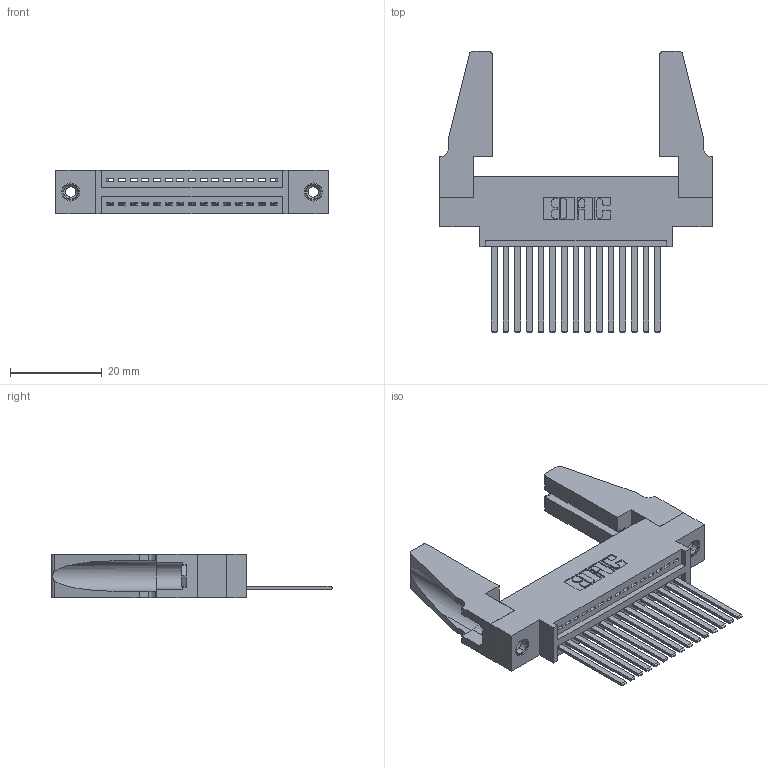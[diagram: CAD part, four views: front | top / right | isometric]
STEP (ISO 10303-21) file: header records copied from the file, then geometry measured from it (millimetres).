
FILE_DESCRIPTION (( 'STEP AP203' ), '1' );
FILE_NAME ('395-015-544-688.STEP', '2019-10-16T15:35:19', ( '' ), ( '' ), 'SwSTEP 2.0', 'SolidWorks 2016', '' );
FILE_SCHEMA (( 'CONFIG_CONTROL_DESIGN' ));
Length unit declared in the file: inch
Products named in the file (5): 345-220-078_345-220-088; 395-015-544-688; 345-250-001_345-250-001-102; 345 Part_0.170 Offset - 0.156 Dia-TH; 345-292-001_345-293-144
Assembly tree (20 placements, depth 2):
  395-015-544-688
    345 Part_0.170 Offset - 0.156 Dia-TH
    345-292-001_345-293-144  x15
    345-250-001_345-250-001-102  x2
    345-220-078_345-220-088  x2
Bounding box: 59.33 x 61.14 x 9.4 mm (x, y, z)
Volume: 8727.3 mm3; surface area: 10685.9 mm2
Topology: 20 solids, 20 shells, 1034 faces, 3037 edges, 1994 vertices
Faces by surface type: plane 696, cylinder 322, cone 12, torus 4
Entity records: 17020 total; most frequent: CARTESIAN_POINT 2939, ORIENTED_EDGE 2848, DIRECTION 2610, EDGE_CURVE 1424, LINE 1194, VECTOR 1194, VERTEX_POINT 942, AXIS2_PLACEMENT_3D 708
